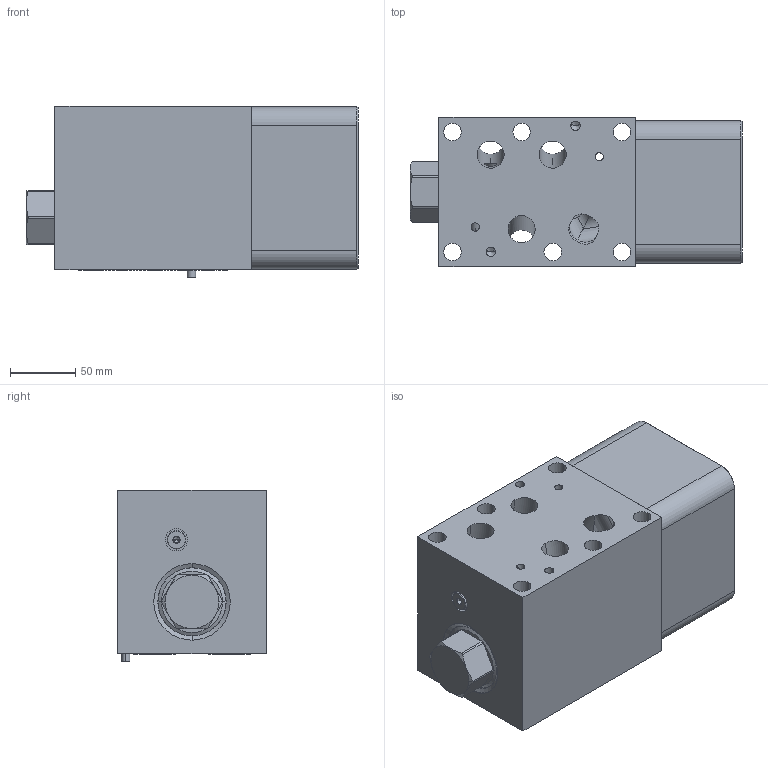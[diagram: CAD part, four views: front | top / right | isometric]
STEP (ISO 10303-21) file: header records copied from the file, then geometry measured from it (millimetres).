
FILE_DESCRIPTION((''),'2;1');
FILE_NAME('QB3_ASM','2020-01-27T',('ProEService'),(''),'PRO/ENGINEER BY PARAMETRIC TECHNOLOGY CORPORATION, 2014200','PRO/ENGINEER BY PARAMETRIC TECHNOLOGY CORPORATION, 2014200','');
FILE_SCHEMA(('CONFIG_CONTROL_DESIGN'));
Length unit declared in the file: inch
Products named in the file (7): 154-452-001; CXJAXCN; A330-006-004; 500-001-121; 500-001-114; 811-001-002; QB3_ASM
Assembly tree (10 placements, depth 2):
  QB3_ASM
    154-452-001
    CXJAXCN
    A330-006-004
    500-001-121  x4
    500-001-114  x2
    811-001-002
Bounding box: 254.79 x 114.3 x 131.78 mm (x, y, z)
Volume: 2691484.6 mm3; surface area: 274548.7 mm2
Topology: 12 solids, 12 shells, 432 faces, 1410 edges, 1219 vertices
Faces by surface type: cylinder 154, cone 105, plane 88, torus 37, revolution 32, sphere 16
Entity records: 17741 total; most frequent: CARTESIAN_POINT 5890, DIRECTION 2539, ORIENTED_EDGE 1962, EDGE_CURVE 981, AXIS2_PLACEMENT_3D 897, VECTOR 729, LINE 729, VERTEX_POINT 605
